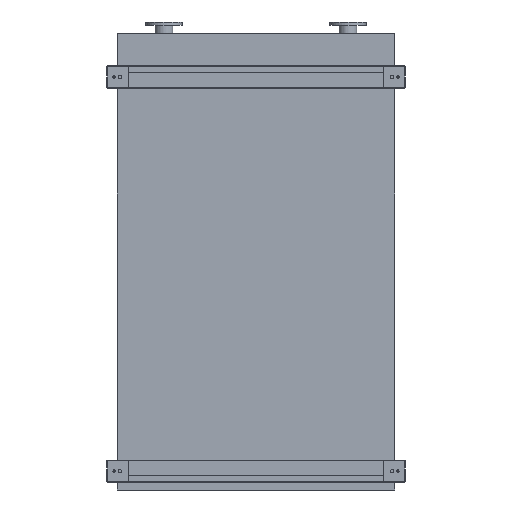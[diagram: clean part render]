
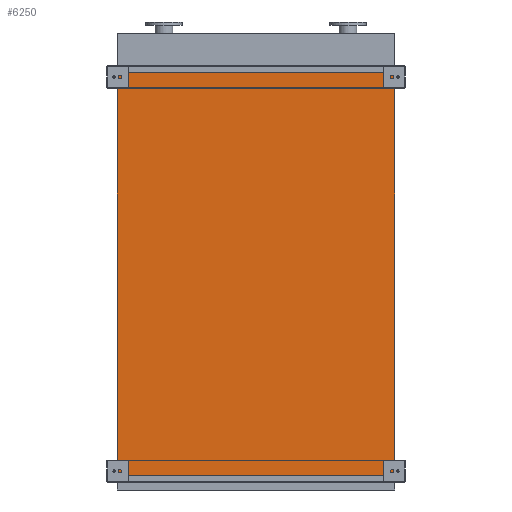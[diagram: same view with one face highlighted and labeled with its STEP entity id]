
A CAD part, front view. The second image highlights one B-rep face of the part: STEP entity #6250.
In plain terms, the highlighted planar face has unit normal (0, -1, 0).
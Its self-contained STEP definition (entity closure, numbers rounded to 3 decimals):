
#348 = CARTESIAN_POINT ( 'NONE',  ( -845., 0., -2450. ) ) ;
#387 = DIRECTION ( 'NONE',  ( 1., 0., 0. ) ) ;
#1442 = VERTEX_POINT ( 'NONE', #4501 ) ;
#2197 = LINE ( 'NONE', #10450, #16686 ) ;
#2500 = VECTOR ( 'NONE', #10289, 1000. ) ;
#2708 = VECTOR ( 'NONE', #9948, 1000. ) ;
#2879 = CARTESIAN_POINT ( 'NONE',  ( -845., 0., -2450. ) ) ;
#3675 = EDGE_CURVE ( 'NONE', #17254, #17506, #2197, .T. ) ;
#4134 = LINE ( 'NONE', #11429, #13295 ) ;
#4501 = CARTESIAN_POINT ( 'NONE',  ( 845., 0., 0. ) ) ;
#5716 = EDGE_CURVE ( 'NONE', #19341, #1442, #7593, .T. ) ;
#6250 = ADVANCED_FACE ( 'NONE', ( #11890 ), #16735, .T. ) ;
#7593 = LINE ( 'NONE', #20650, #2708 ) ;
#7725 = ORIENTED_EDGE ( 'NONE', *, *, #7751, .F. ) ;
#7751 = EDGE_CURVE ( 'NONE', #17506, #1442, #20606, .T. ) ;
#7793 = ORIENTED_EDGE ( 'NONE', *, *, #3675, .F. ) ;
#9585 = DIRECTION ( 'NONE',  ( 0., 0., -1. ) ) ;
#9948 = DIRECTION ( 'NONE',  ( 0., 0., 1. ) ) ;
#10289 = DIRECTION ( 'NONE',  ( 1., 0., 0. ) ) ;
#10450 = CARTESIAN_POINT ( 'NONE',  ( -845., 0., -2450. ) ) ;
#11429 = CARTESIAN_POINT ( 'NONE',  ( -845., 0., -2450. ) ) ;
#11890 = FACE_OUTER_BOUND ( 'NONE', #17881, .T. ) ;
#12713 = CARTESIAN_POINT ( 'NONE',  ( -845., 0., 0. ) ) ;
#13295 = VECTOR ( 'NONE', #387, 1000. ) ;
#14430 = ORIENTED_EDGE ( 'NONE', *, *, #19741, .T. ) ;
#16287 = CARTESIAN_POINT ( 'NONE',  ( 845., 0., -2450. ) ) ;
#16686 = VECTOR ( 'NONE', #17400, 1000. ) ;
#16735 = PLANE ( 'NONE',  #22331 ) ;
#17254 = VERTEX_POINT ( 'NONE', #2879 ) ;
#17400 = DIRECTION ( 'NONE',  ( 0., 0., 1. ) ) ;
#17506 = VERTEX_POINT ( 'NONE', #12713 ) ;
#17881 = EDGE_LOOP ( 'NONE', ( #7725, #7793, #14430, #21865 ) ) ;
#19341 = VERTEX_POINT ( 'NONE', #16287 ) ;
#19741 = EDGE_CURVE ( 'NONE', #17254, #19341, #4134, .T. ) ;
#20322 = DIRECTION ( 'NONE',  ( 0., -1., 0. ) ) ;
#20606 = LINE ( 'NONE', #20979, #2500 ) ;
#20650 = CARTESIAN_POINT ( 'NONE',  ( 845., 0., -2450. ) ) ;
#20979 = CARTESIAN_POINT ( 'NONE',  ( -845., 0., 0. ) ) ;
#21865 = ORIENTED_EDGE ( 'NONE', *, *, #5716, .T. ) ;
#22331 = AXIS2_PLACEMENT_3D ( 'NONE', #348, #20322, #9585 ) ;
